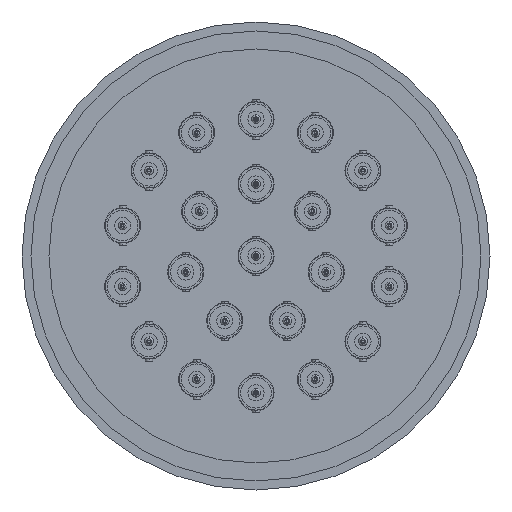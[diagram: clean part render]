
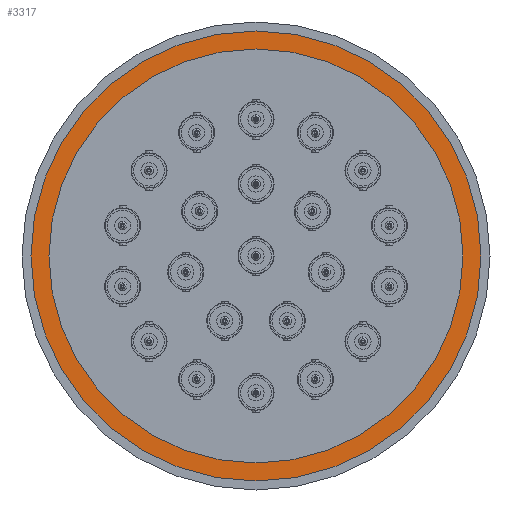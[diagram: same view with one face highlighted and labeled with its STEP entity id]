
A CAD part, front view. The second image highlights one B-rep face of the part: STEP entity #3317.
In plain terms, the highlighted planar face has unit normal (0, -1, 0).
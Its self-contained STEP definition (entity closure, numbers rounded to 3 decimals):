
#13 = CARTESIAN_POINT ( 'NONE',  ( 0., -10., 0. ) ) ;
#182 = ORIENTED_EDGE ( 'NONE', *, *, #449, .T. ) ;
#309 = EDGE_LOOP ( 'NONE', ( #3128, #4075 ) ) ;
#390 = AXIS2_PLACEMENT_3D ( 'NONE', #4839, #4037, #4124 ) ;
#449 = EDGE_CURVE ( 'NONE', #4082, #2868, #3830, .T. ) ;
#965 = CARTESIAN_POINT ( 'NONE',  ( 0., -10., 0. ) ) ;
#988 = CARTESIAN_POINT ( 'NONE',  ( 0., -10., 57.5 ) ) ;
#1051 = CARTESIAN_POINT ( 'NONE',  ( 0., -10., -57.5 ) ) ;
#1171 = EDGE_LOOP ( 'NONE', ( #182, #4548 ) ) ;
#1180 = EDGE_CURVE ( 'NONE', #2868, #4082, #5034, .T. ) ;
#1695 = DIRECTION ( 'NONE',  ( 0., -1., 0. ) ) ;
#1785 = CARTESIAN_POINT ( 'NONE',  ( 0., -10., -62.5 ) ) ;
#2000 = CARTESIAN_POINT ( 'NONE',  ( 0., -10., 0. ) ) ;
#2284 = AXIS2_PLACEMENT_3D ( 'NONE', #2000, #3594, #4892 ) ;
#2454 = AXIS2_PLACEMENT_3D ( 'NONE', #13, #4164, #4224 ) ;
#2479 = PLANE ( 'NONE',  #3017 ) ;
#2640 = CARTESIAN_POINT ( 'NONE',  ( 0., -10., -62.5 ) ) ;
#2868 = VERTEX_POINT ( 'NONE', #4035 ) ;
#2981 = FACE_BOUND ( 'NONE', #309, .T. ) ;
#3017 = AXIS2_PLACEMENT_3D ( 'NONE', #2640, #3088, #4703 ) ;
#3059 = CIRCLE ( 'NONE', #3500, 57.5 ) ;
#3088 = DIRECTION ( 'NONE',  ( 0., -1., 0. ) ) ;
#3128 = ORIENTED_EDGE ( 'NONE', *, *, #3668, .F. ) ;
#3317 = ADVANCED_FACE ( 'NONE', ( #4649, #2981 ), #2479, .T. ) ;
#3426 = VERTEX_POINT ( 'NONE', #988 ) ;
#3500 = AXIS2_PLACEMENT_3D ( 'NONE', #965, #1695, #3792 ) ;
#3594 = DIRECTION ( 'NONE',  ( 0., -1., 0. ) ) ;
#3668 = EDGE_CURVE ( 'NONE', #4282, #3426, #5026, .T. ) ;
#3792 = DIRECTION ( 'NONE',  ( 0., 0., -1. ) ) ;
#3830 = CIRCLE ( 'NONE', #2284, 62.5 ) ;
#4035 = CARTESIAN_POINT ( 'NONE',  ( 0., -10., 62.5 ) ) ;
#4037 = DIRECTION ( 'NONE',  ( 0., -1., 0. ) ) ;
#4075 = ORIENTED_EDGE ( 'NONE', *, *, #4538, .F. ) ;
#4082 = VERTEX_POINT ( 'NONE', #1785 ) ;
#4124 = DIRECTION ( 'NONE',  ( 0., 0., -1. ) ) ;
#4164 = DIRECTION ( 'NONE',  ( 0., -1., 0. ) ) ;
#4224 = DIRECTION ( 'NONE',  ( 0., 0., -1. ) ) ;
#4282 = VERTEX_POINT ( 'NONE', #1051 ) ;
#4538 = EDGE_CURVE ( 'NONE', #3426, #4282, #3059, .T. ) ;
#4548 = ORIENTED_EDGE ( 'NONE', *, *, #1180, .T. ) ;
#4649 = FACE_OUTER_BOUND ( 'NONE', #1171, .T. ) ;
#4703 = DIRECTION ( 'NONE',  ( 0., 0., -1. ) ) ;
#4839 = CARTESIAN_POINT ( 'NONE',  ( 0., -10., 0. ) ) ;
#4892 = DIRECTION ( 'NONE',  ( 0., 0., -1. ) ) ;
#5026 = CIRCLE ( 'NONE', #2454, 57.5 ) ;
#5034 = CIRCLE ( 'NONE', #390, 62.5 ) ;
